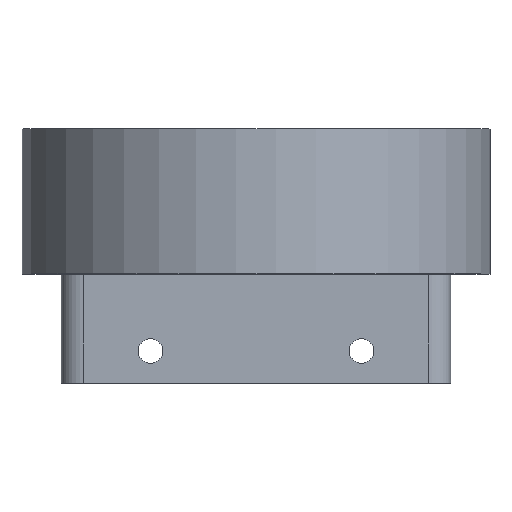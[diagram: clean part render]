
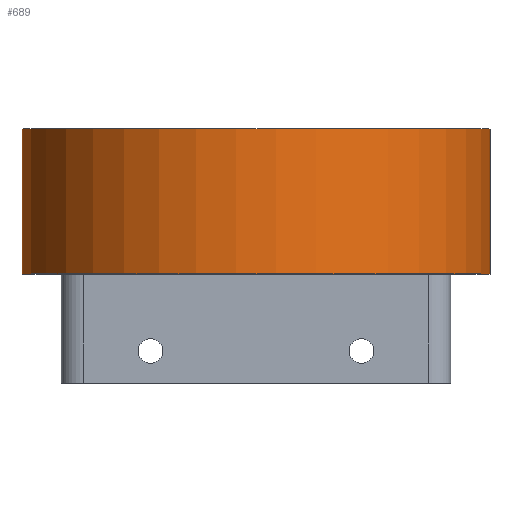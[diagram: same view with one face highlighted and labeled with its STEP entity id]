
A CAD part, top view. The second image highlights one B-rep face of the part: STEP entity #689.
In plain terms, the highlighted cylindrical face has radius 21 mm (diameter 42 mm), a partial arc.
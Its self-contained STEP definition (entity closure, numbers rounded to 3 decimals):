
#569 = VERTEX_POINT('',#570);
#570 = CARTESIAN_POINT('',(-15.456,14.5,20.858));
#576 = EDGE_CURVE('',#577,#569,#579,.T.);
#577 = VERTEX_POINT('',#578);
#578 = CARTESIAN_POINT('',(15.456,14.5,20.858));
#579 = CIRCLE('',#580,21.);
#580 = AXIS2_PLACEMENT_3D('',#581,#582,#583);
#581 = CARTESIAN_POINT('',(0.,14.5,35.074));
#582 = DIRECTION('',(0.,-1.,0.));
#583 = DIRECTION('',(1.,0.,0.));
#613 = EDGE_CURVE('',#614,#577,#616,.T.);
#614 = VERTEX_POINT('',#615);
#615 = CARTESIAN_POINT('',(15.456,1.5,20.858));
#616 = LINE('',#617,#618);
#617 = CARTESIAN_POINT('',(15.456,1.5,20.858));
#618 = VECTOR('',#619,1.);
#619 = DIRECTION('',(0.,1.,0.));
#642 = VERTEX_POINT('',#643);
#643 = CARTESIAN_POINT('',(-15.456,1.5,20.858));
#649 = EDGE_CURVE('',#614,#642,#650,.T.);
#650 = CIRCLE('',#651,21.);
#651 = AXIS2_PLACEMENT_3D('',#652,#653,#654);
#652 = CARTESIAN_POINT('',(0.,1.5,35.074));
#653 = DIRECTION('',(0.,-1.,0.));
#654 = DIRECTION('',(1.,0.,0.));
#678 = EDGE_CURVE('',#642,#569,#679,.T.);
#679 = LINE('',#680,#681);
#680 = CARTESIAN_POINT('',(-15.456,1.5,20.858));
#681 = VECTOR('',#682,1.);
#682 = DIRECTION('',(0.,1.,0.));
#689 = ADVANCED_FACE('',(#690),#696,.T.);
#690 = FACE_BOUND('',#691,.T.);
#691 = EDGE_LOOP('',(#692,#693,#694,#695));
#692 = ORIENTED_EDGE('',*,*,#613,.T.);
#693 = ORIENTED_EDGE('',*,*,#576,.T.);
#694 = ORIENTED_EDGE('',*,*,#678,.F.);
#695 = ORIENTED_EDGE('',*,*,#649,.F.);
#696 = CYLINDRICAL_SURFACE('',#697,21.);
#697 = AXIS2_PLACEMENT_3D('',#698,#699,#700);
#698 = CARTESIAN_POINT('',(0.,1.5,35.074));
#699 = DIRECTION('',(0.,-1.,0.));
#700 = DIRECTION('',(1.,0.,0.));
